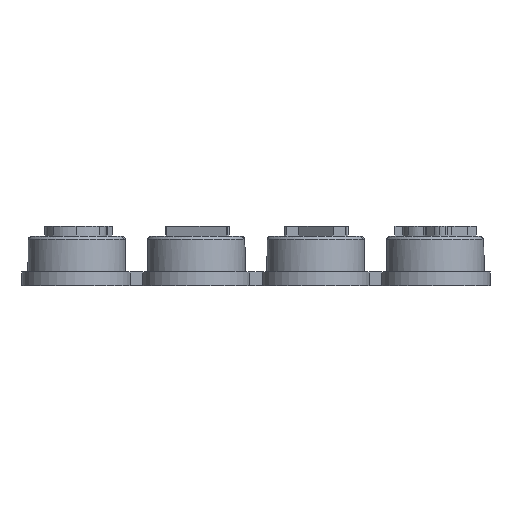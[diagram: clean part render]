
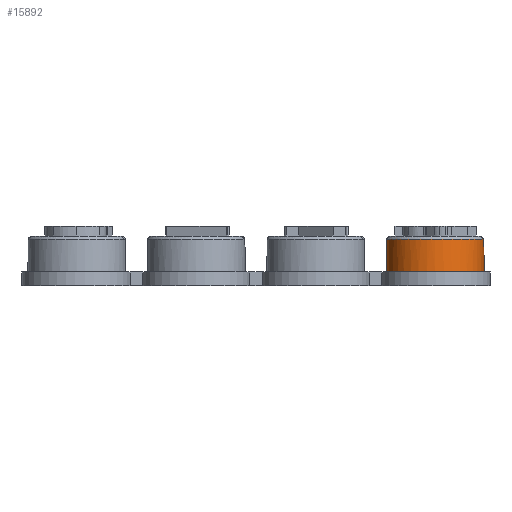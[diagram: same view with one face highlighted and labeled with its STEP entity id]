
A CAD part, left-side view. The second image highlights one B-rep face of the part: STEP entity #15892.
In plain terms, the highlighted cylindrical face has radius 2.45 mm (diameter 4.9 mm), a full revolution.
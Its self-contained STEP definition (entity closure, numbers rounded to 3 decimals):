
#50=CIRCLE('',#16524,2.45);
#246=CYLINDRICAL_SURFACE('',#16523,2.45);
#1870=FACE_OUTER_BOUND('',#2798,.T.);
#2798=EDGE_LOOP('',(#14092,#14093,#14094,#14095));
#3084=(
BOUNDED_CURVE()
B_SPLINE_CURVE(3,(#36365,#36366,#36367,#36368,#36369,#36370,#36371,#36372,
#36373,#36374,#36375,#36376,#36377,#36378,#36379,#36380,#36381,#36382,#36383,
#36384),.UNSPECIFIED.,.T.,.F.)
B_SPLINE_CURVE_WITH_KNOTS((4,2,2,2,2,2,2,2,2,4),(0.,0.076,
0.197,0.345,0.497,0.662,
0.844,1.031,1.218,1.439),
 .UNSPECIFIED.)
CURVE()
GEOMETRIC_REPRESENTATION_ITEM()
RATIONAL_B_SPLINE_CURVE((1.,1.,1.,1.,1.,1.,1.,1.,1.,1.,1.,1.,1.,1.,1.,1.,
1.,1.,1.,1.))
REPRESENTATION_ITEM('')
);
#4272=LINE('',#36430,#5771);
#5771=VECTOR('',#18952,2.45);
#7858=VERTEX_POINT('',#36360);
#7859=VERTEX_POINT('',#36429);
#10019=EDGE_CURVE('',#7858,#7858,#3084,.T.);
#10021=EDGE_CURVE('',#7858,#7859,#4272,.T.);
#10022=EDGE_CURVE('',#7859,#7859,#50,.T.);
#14092=ORIENTED_EDGE('',*,*,#10019,.F.);
#14093=ORIENTED_EDGE('',*,*,#10021,.T.);
#14094=ORIENTED_EDGE('',*,*,#10022,.T.);
#14095=ORIENTED_EDGE('',*,*,#10021,.F.);
#15892=ADVANCED_FACE('',(#1870),#246,.T.);
#16523=AXIS2_PLACEMENT_3D('',#36428,#18950,#18951);
#16524=AXIS2_PLACEMENT_3D('',#36431,#18953,#18954);
#18950=DIRECTION('center_axis',(0.,0.,1.));
#18951=DIRECTION('ref_axis',(1.,0.,0.));
#18952=DIRECTION('',(0.,0.,-1.));
#18953=DIRECTION('center_axis',(0.,0.,1.));
#18954=DIRECTION('ref_axis',(1.,0.,0.));
#36360=CARTESIAN_POINT('',(2.55,-82.5,6.1));
#36365=CARTESIAN_POINT('Ctrl Pts',(2.55,-82.5,6.1));
#36366=CARTESIAN_POINT('Ctrl Pts',(2.55,-82.77,6.1));
#36367=CARTESIAN_POINT('Ctrl Pts',(2.595,-83.04,6.1));
#36368=CARTESIAN_POINT('Ctrl Pts',(2.823,-83.704,6.1));
#36369=CARTESIAN_POINT('Ctrl Pts',(3.074,-84.074,6.1));
#36370=CARTESIAN_POINT('Ctrl Pts',(3.802,-84.702,6.1));
#36371=CARTESIAN_POINT('Ctrl Pts',(4.317,-84.912,6.1));
#36372=CARTESIAN_POINT('Ctrl Pts',(5.386,-84.979,6.1));
#36373=CARTESIAN_POINT('Ctrl Pts',(5.936,-84.828,6.1));
#36374=CARTESIAN_POINT('Ctrl Pts',(6.871,-84.189,6.1));
#36375=CARTESIAN_POINT('Ctrl Pts',(7.23,-83.674,6.1));
#36376=CARTESIAN_POINT('Ctrl Pts',(7.534,-82.475,6.1));
#36377=CARTESIAN_POINT('Ctrl Pts',(7.431,-81.787,6.1));
#36378=CARTESIAN_POINT('Ctrl Pts',(6.753,-80.663,6.1));
#36379=CARTESIAN_POINT('Ctrl Pts',(6.165,-80.244,6.1));
#36380=CARTESIAN_POINT('Ctrl Pts',(4.859,-79.965,6.1));
#36381=CARTESIAN_POINT('Ctrl Pts',(4.151,-80.107,6.1));
#36382=CARTESIAN_POINT('Ctrl Pts',(2.956,-80.937,6.1));
#36383=CARTESIAN_POINT('Ctrl Pts',(2.55,-81.713,6.1));
#36384=CARTESIAN_POINT('Ctrl Pts',(2.55,-82.5,6.1));
#36428=CARTESIAN_POINT('Origin',(5.,-82.5,3.05));
#36429=CARTESIAN_POINT('',(2.55,-82.5,4.45));
#36430=CARTESIAN_POINT('',(2.55,-82.5,3.05));
#36431=CARTESIAN_POINT('Origin',(5.,-82.5,4.45));
